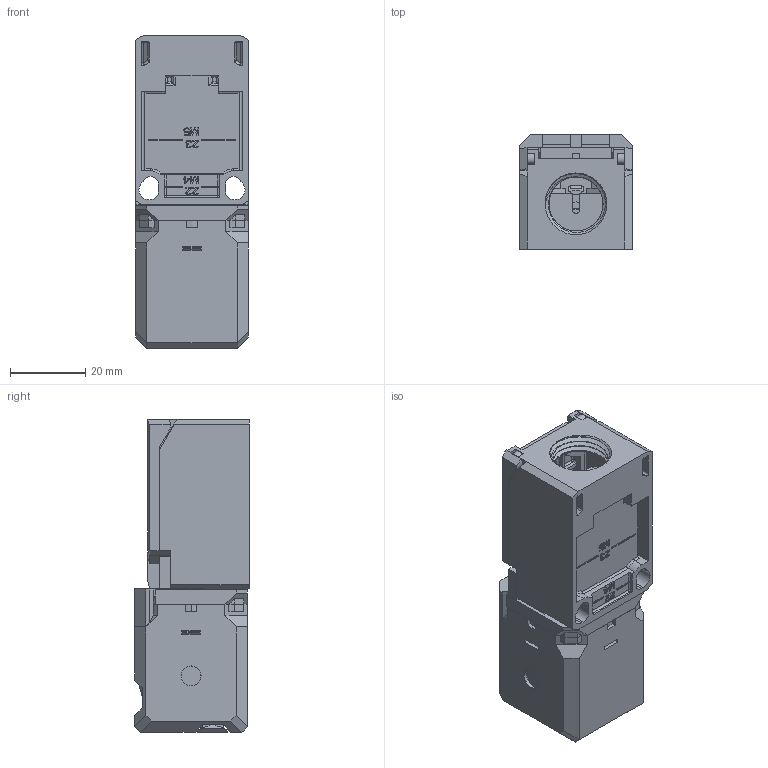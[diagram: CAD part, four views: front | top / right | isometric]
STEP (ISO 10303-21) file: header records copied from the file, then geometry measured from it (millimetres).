
FILE_DESCRIPTION((''),'2;1');
FILE_NAME('212880_ASM','2019-10-28T07:27:24',('pdmadmin'),('BANNER ENGINEERING'),'CREO PARAMETRIC BY PTC INC, 2018300','CREO PARAMETRIC BY PTC INC, 2018300','');
FILE_SCHEMA(('CONFIG_CONTROL_DESIGN'));
Length unit declared in the file: millimetre
Products named in the file (10): SI-LS83_INTERLOCK_BODY_PART_1; SI-LS83_INTERLOCK_BODY_PART_2; SI-LS83_INTERLOCK_BODY_PART_3; SI-LS83_INTERLOCK_BODY_PART_4; SI-LS83_INTERLOCK_BODY_PART_5; SI-LS83_INTERLOCK_BODY_PART_6; SI-LS83_INTERLOCK_BODY_PART_7; SI-LS83_INTERLOCK_BODY_PART_8; 49482---SI-LS83E_ASM; 212880_ASM
Assembly tree (9 placements, depth 3):
  212880_ASM
    49482---SI-LS83E_ASM
      SI-LS83_INTERLOCK_BODY_PART_1
      SI-LS83_INTERLOCK_BODY_PART_2
      SI-LS83_INTERLOCK_BODY_PART_3
      SI-LS83_INTERLOCK_BODY_PART_4
      SI-LS83_INTERLOCK_BODY_PART_5
      SI-LS83_INTERLOCK_BODY_PART_6
      SI-LS83_INTERLOCK_BODY_PART_7
      SI-LS83_INTERLOCK_BODY_PART_8
Bounding box: 30 x 30.5 x 83.1 mm (x, y, z)
Volume: 31320 mm3; surface area: 32628.1 mm2
Topology: 8 solids, 8 shells, 1577 faces, 4290 edges, 2756 vertices
Faces by surface type: plane 1092, cylinder 347, sphere 82, cone 38, torus 11, bspline 7
Entity records: 51056 total; most frequent: CARTESIAN_POINT 10623, ORIENTED_EDGE 8560, DIRECTION 8145, EDGE_CURVE 4280, VECTOR 3353, LINE 3353, VERTEX_POINT 2756, AXIS2_PLACEMENT_3D 2396
